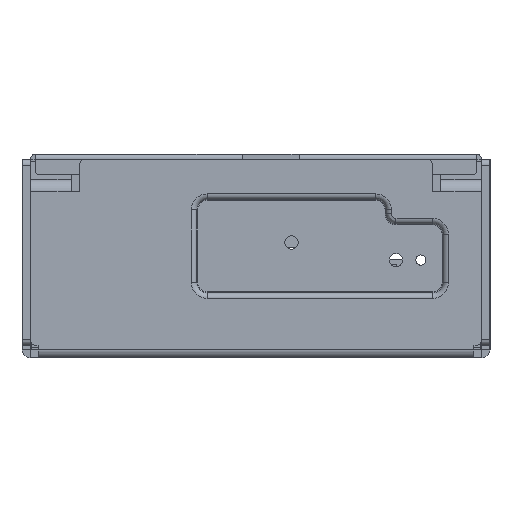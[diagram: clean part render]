
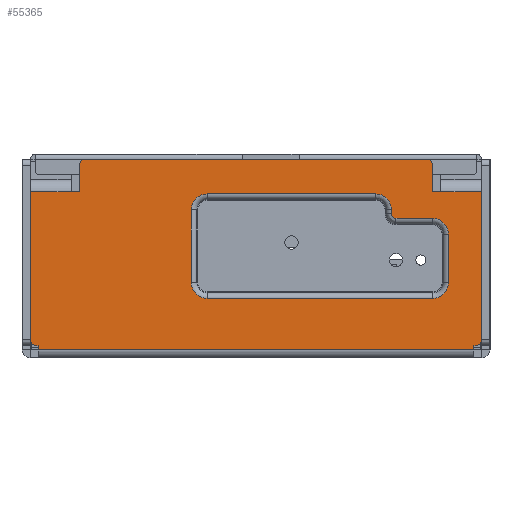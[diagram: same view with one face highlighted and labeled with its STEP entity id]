
A CAD part, left-side view. The second image highlights one B-rep face of the part: STEP entity #55365.
In plain terms, the highlighted planar face has unit normal (-1, 0, 0).
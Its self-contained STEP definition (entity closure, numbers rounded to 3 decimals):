
#48505=DIRECTION('',(0.,0.,1.));
#48506=VECTOR('',#48505,1.);
#48507=CARTESIAN_POINT('',(0.,-44.889,0.));
#48508=LINE('',#48507,#48506);
#49028=DIRECTION('',(0.,-1.,0.));
#49029=VECTOR('',#49028,107.);
#49030=CARTESIAN_POINT('',(0.,62.111,0.));
#49031=LINE('',#49030,#49029);
#49032=CARTESIAN_POINT('',(0.,50.511,45.3));
#49033=DIRECTION('',(1.,0.,0.));
#49034=DIRECTION('',(0.,1.,0.));
#49035=AXIS2_PLACEMENT_3D('',#49032,#49033,#49034);
#49037=CARTESIAN_POINT('',(0.,-33.289,45.3));
#49038=DIRECTION('',(1.,0.,0.));
#49039=DIRECTION('',(0.,0.,1.));
#49040=AXIS2_PLACEMENT_3D('',#49037,#49038,#49039);
#49042=DIRECTION('',(0.,0.,-1.));
#49043=VECTOR('',#49042,6.5);
#49044=CARTESIAN_POINT('',(0.,-34.789,45.3));
#49045=LINE('',#49044,#49043);
#49046=CARTESIAN_POINT('',(0.,-45.289,2.5));
#49047=DIRECTION('',(1.,0.,0.));
#49048=DIRECTION('',(0.,-1.,0.));
#49049=AXIS2_PLACEMENT_3D('',#49046,#49047,#49048);
#49051=DIRECTION('',(0.,0.,1.));
#49052=VECTOR('',#49051,1.);
#49053=CARTESIAN_POINT('',(0.,62.111,0.));
#49054=LINE('',#49053,#49052);
#49055=CARTESIAN_POINT('',(0.,62.511,2.5));
#49056=DIRECTION('',(1.,0.,0.));
#49057=DIRECTION('',(0.,0.,-1.));
#49058=AXIS2_PLACEMENT_3D('',#49055,#49056,#49057);
#49060=CARTESIAN_POINT('',(0.,-20.789,34.344));
#49061=DIRECTION('',(-1.,0.,0.));
#49062=DIRECTION('',(0.,-1.,0.));
#49063=AXIS2_PLACEMENT_3D('',#49060,#49061,#49062);
#49065=CARTESIAN_POINT('',(0.,20.611,34.344));
#49066=DIRECTION('',(-1.,0.,0.));
#49067=DIRECTION('',(0.,0.,1.));
#49068=AXIS2_PLACEMENT_3D('',#49065,#49066,#49067);
#49070=CARTESIAN_POINT('',(0.,20.611,16.5));
#49071=DIRECTION('',(-1.,0.,0.));
#49072=DIRECTION('',(0.,1.,0.));
#49073=AXIS2_PLACEMENT_3D('',#49070,#49071,#49072);
#49075=CARTESIAN_POINT('',(0.,-34.789,16.5));
#49076=DIRECTION('',(-1.,0.,0.));
#49077=DIRECTION('',(0.,0.,-1.));
#49078=AXIS2_PLACEMENT_3D('',#49075,#49076,#49077);
#49080=CARTESIAN_POINT('',(0.,-34.789,28.344));
#49081=DIRECTION('',(-1.,0.,0.));
#49082=DIRECTION('',(0.,-1.,0.));
#49083=AXIS2_PLACEMENT_3D('',#49080,#49081,#49082);
#49085=CARTESIAN_POINT('',(0.,-25.789,
33.344));
#49086=DIRECTION('',(1.,0.,0.));
#49087=DIRECTION('',(0.,0.,-1.));
#49088=AXIS2_PLACEMENT_3D('',#49085,#49086,#49087);
#49098=DIRECTION('',(0.,1.,0.));
#49099=VECTOR('',#49098,83.8);
#49100=CARTESIAN_POINT('',(0.,-33.289,46.8));
#49101=LINE('',#49100,#49099);
#49118=DIRECTION('',(0.,1.,0.));
#49119=VECTOR('',#49118,2.);
#49120=CARTESIAN_POINT('',(0.,-36.789,38.8));
#49121=LINE('',#49120,#49119);
#49136=DIRECTION('',(0.,1.,0.));
#49137=VECTOR('',#49136,10.);
#49138=CARTESIAN_POINT('',(0.,-46.789,38.8));
#49139=LINE('',#49138,#49137);
#49276=DIRECTION('',(0.,0.,1.));
#49277=VECTOR('',#49276,36.3);
#49278=CARTESIAN_POINT('',(0.,-46.789,2.5));
#49279=LINE('',#49278,#49277);
#49292=DIRECTION('',(0.,-1.,0.));
#49293=VECTOR('',#49292,0.4);
#49294=CARTESIAN_POINT('',(0.,-44.889,1.));
#49295=LINE('',#49294,#49293);
#49304=DIRECTION('',(0.,0.,-1.));
#49305=VECTOR('',#49304,6.5);
#49306=CARTESIAN_POINT('',(0.,52.011,45.3));
#49307=LINE('',#49306,#49305);
#49312=DIRECTION('',(0.,1.,0.));
#49313=VECTOR('',#49312,2.);
#49314=CARTESIAN_POINT('',(0.,52.011,38.8));
#49315=LINE('',#49314,#49313);
#49334=DIRECTION('',(0.,1.,0.));
#49335=VECTOR('',#49334,10.);
#49336=CARTESIAN_POINT('',(0.,54.011,38.8));
#49337=LINE('',#49336,#49335);
#49356=DIRECTION('',(0.,0.,-1.));
#49357=VECTOR('',#49356,36.3);
#49358=CARTESIAN_POINT('',(0.,64.011,38.8));
#49359=LINE('',#49358,#49357);
#49368=DIRECTION('',(0.,-1.,0.));
#49369=VECTOR('',#49368,0.4);
#49370=CARTESIAN_POINT('',(0.,62.511,1.));
#49371=LINE('',#49370,#49369);
#49587=DIRECTION('',(0.,0.,-1.));
#49588=VECTOR('',#49587,1.);
#49589=CARTESIAN_POINT('',(0.,-24.689,34.344));
#49590=LINE('',#49589,#49588);
#49624=DIRECTION('',(0.,-1.,0.));
#49625=VECTOR('',#49624,9.);
#49626=CARTESIAN_POINT('',(0.,-25.789,
32.244));
#49627=LINE('',#49626,#49625);
#49661=DIRECTION('',(0.,0.,-1.));
#49662=VECTOR('',#49661,11.844);
#49663=CARTESIAN_POINT('',(0.,-38.689,28.344));
#49664=LINE('',#49663,#49662);
#49675=DIRECTION('',(0.,1.,0.));
#49676=VECTOR('',#49675,55.4);
#49677=CARTESIAN_POINT('',(0.,-34.789,12.6));
#49678=LINE('',#49677,#49676);
#49727=DIRECTION('',(0.,0.,1.));
#49728=VECTOR('',#49727,17.844);
#49729=CARTESIAN_POINT('',(0.,24.511,16.5));
#49730=LINE('',#49729,#49728);
#49764=DIRECTION('',(0.,-1.,0.));
#49765=VECTOR('',#49764,41.4);
#49766=CARTESIAN_POINT('',(0.,20.611,38.244));
#49767=LINE('',#49766,#49765);
#52709=CARTESIAN_POINT('',(0.,62.111,0.));
#52710=VERTEX_POINT('',#52709);
#52713=CARTESIAN_POINT('',(0.,62.111,1.));
#52714=VERTEX_POINT('',#52713);
#52769=CARTESIAN_POINT('',(0.,-44.889,0.));
#52770=VERTEX_POINT('',#52769);
#52771=CARTESIAN_POINT('',(0.,-44.889,1.));
#52772=VERTEX_POINT('',#52771);
#52987=CARTESIAN_POINT('',(0.,52.011,45.3));
#52988=CARTESIAN_POINT('',(0.,50.511,46.8));
#52989=VERTEX_POINT('',#52987);
#52990=VERTEX_POINT('',#52988);
#52991=CARTESIAN_POINT('',(0.,-33.289,46.8));
#52992=VERTEX_POINT('',#52991);
#52993=CARTESIAN_POINT('',(0.,-34.789,45.3));
#52994=VERTEX_POINT('',#52993);
#52995=CARTESIAN_POINT('',(0.,-34.789,38.8));
#52996=VERTEX_POINT('',#52995);
#52997=CARTESIAN_POINT('',(0.,-36.789,38.8));
#52998=VERTEX_POINT('',#52997);
#52999=CARTESIAN_POINT('',(0.,-46.789,38.8));
#53000=VERTEX_POINT('',#52999);
#53001=CARTESIAN_POINT('',(0.,-46.789,2.5));
#53002=VERTEX_POINT('',#53001);
#53003=CARTESIAN_POINT('',(0.,-45.289,1.));
#53004=VERTEX_POINT('',#53003);
#53005=CARTESIAN_POINT('',(0.,62.511,1.));
#53006=VERTEX_POINT('',#53005);
#53007=CARTESIAN_POINT('',(0.,64.011,2.5));
#53008=VERTEX_POINT('',#53007);
#53009=CARTESIAN_POINT('',(0.,64.011,38.8));
#53010=VERTEX_POINT('',#53009);
#53011=CARTESIAN_POINT('',(0.,54.011,38.8));
#53012=VERTEX_POINT('',#53011);
#53013=CARTESIAN_POINT('',(0.,52.011,38.8));
#53014=VERTEX_POINT('',#53013);
#53015=CARTESIAN_POINT('',(0.,-24.689,34.344));
#53016=CARTESIAN_POINT('',(0.,-20.789,38.244));
#53017=VERTEX_POINT('',#53015);
#53018=VERTEX_POINT('',#53016);
#53019=CARTESIAN_POINT('',(0.,20.611,38.244));
#53020=VERTEX_POINT('',#53019);
#53021=CARTESIAN_POINT('',(0.,24.511,34.344));
#53022=VERTEX_POINT('',#53021);
#53023=CARTESIAN_POINT('',(0.,24.511,16.5));
#53024=VERTEX_POINT('',#53023);
#53025=CARTESIAN_POINT('',(0.,20.611,12.6));
#53026=VERTEX_POINT('',#53025);
#53027=CARTESIAN_POINT('',(0.,-34.789,12.6));
#53028=VERTEX_POINT('',#53027);
#53029=CARTESIAN_POINT('',(0.,-38.689,16.5));
#53030=VERTEX_POINT('',#53029);
#53031=CARTESIAN_POINT('',(0.,-38.689,28.344));
#53032=VERTEX_POINT('',#53031);
#53033=CARTESIAN_POINT('',(0.,-34.789,32.244));
#53034=VERTEX_POINT('',#53033);
#53035=CARTESIAN_POINT('',(0.,-25.789,
32.244));
#53036=VERTEX_POINT('',#53035);
#53037=CARTESIAN_POINT('',(0.,-24.689,
33.344));
#53038=VERTEX_POINT('',#53037);
#55299=CARTESIAN_POINT('',(0.,-46.889,-2.));
#55300=DIRECTION('',(-1.,0.,0.));
#55301=DIRECTION('',(0.,-1.,0.));
#55302=AXIS2_PLACEMENT_3D('',#55299,#55300,#55301);
#55303=PLANE('',#55302);
#55305=ORIENTED_EDGE('',*,*,#55304,.T.);
#55307=ORIENTED_EDGE('',*,*,#55306,.F.);
#55309=ORIENTED_EDGE('',*,*,#55308,.T.);
#55311=ORIENTED_EDGE('',*,*,#55310,.T.);
#55313=ORIENTED_EDGE('',*,*,#55312,.F.);
#55315=ORIENTED_EDGE('',*,*,#55314,.F.);
#55317=ORIENTED_EDGE('',*,*,#55316,.F.);
#55319=ORIENTED_EDGE('',*,*,#55318,.T.);
#55321=ORIENTED_EDGE('',*,*,#55320,.F.);
#55322=ORIENTED_EDGE('',*,*,#54680,.F.);
#55323=ORIENTED_EDGE('',*,*,#55293,.F.);
#55324=ORIENTED_EDGE('',*,*,#54598,.T.);
#55326=ORIENTED_EDGE('',*,*,#55325,.F.);
#55328=ORIENTED_EDGE('',*,*,#55327,.T.);
#55330=ORIENTED_EDGE('',*,*,#55329,.F.);
#55332=ORIENTED_EDGE('',*,*,#55331,.F.);
#55334=ORIENTED_EDGE('',*,*,#55333,.F.);
#55336=ORIENTED_EDGE('',*,*,#55335,.F.);
#55337=EDGE_LOOP('',(#55305,#55307,#55309,#55311,#55313,#55315,#55317,#55319,
#55321,#55322,#55323,#55324,#55326,#55328,#55330,#55332,#55334,#55336));
#55338=FACE_OUTER_BOUND('',#55337,.F.);
#55340=ORIENTED_EDGE('',*,*,#55339,.T.);
#55342=ORIENTED_EDGE('',*,*,#55341,.F.);
#55344=ORIENTED_EDGE('',*,*,#55343,.T.);
#55346=ORIENTED_EDGE('',*,*,#55345,.F.);
#55348=ORIENTED_EDGE('',*,*,#55347,.T.);
#55350=ORIENTED_EDGE('',*,*,#55349,.F.);
#55352=ORIENTED_EDGE('',*,*,#55351,.T.);
#55354=ORIENTED_EDGE('',*,*,#55353,.F.);
#55356=ORIENTED_EDGE('',*,*,#55355,.T.);
#55358=ORIENTED_EDGE('',*,*,#55357,.F.);
#55360=ORIENTED_EDGE('',*,*,#55359,.T.);
#55362=ORIENTED_EDGE('',*,*,#55361,.F.);
#55363=EDGE_LOOP('',(#55340,#55342,#55344,#55346,#55348,#55350,#55352,#55354,
#55356,#55358,#55360,#55362));
#55364=FACE_BOUND('',#55363,.F.);
#49036=CIRCLE('',#49035,1.5);
#49041=CIRCLE('',#49040,1.5);
#49050=CIRCLE('',#49049,1.5);
#49059=CIRCLE('',#49058,1.5);
#49064=CIRCLE('',#49063,3.9);
#49069=CIRCLE('',#49068,3.9);
#49074=CIRCLE('',#49073,3.9);
#49079=CIRCLE('',#49078,3.9);
#49084=CIRCLE('',#49083,3.9);
#49089=CIRCLE('',#49088,1.1);
#54598=EDGE_CURVE('',#52710,#52714,#49054,.T.);
#54680=EDGE_CURVE('',#52770,#52772,#48508,.T.);
#55293=EDGE_CURVE('',#52710,#52770,#49031,.T.);
#55304=EDGE_CURVE('',#52989,#52990,#49036,.T.);
#55306=EDGE_CURVE('',#52992,#52990,#49101,.T.);
#55308=EDGE_CURVE('',#52992,#52994,#49041,.T.);
#55310=EDGE_CURVE('',#52994,#52996,#49045,.T.);
#55312=EDGE_CURVE('',#52998,#52996,#49121,.T.);
#55314=EDGE_CURVE('',#53000,#52998,#49139,.T.);
#55316=EDGE_CURVE('',#53002,#53000,#49279,.T.);
#55318=EDGE_CURVE('',#53002,#53004,#49050,.T.);
#55320=EDGE_CURVE('',#52772,#53004,#49295,.T.);
#55325=EDGE_CURVE('',#53006,#52714,#49371,.T.);
#55327=EDGE_CURVE('',#53006,#53008,#49059,.T.);
#55329=EDGE_CURVE('',#53010,#53008,#49359,.T.);
#55331=EDGE_CURVE('',#53012,#53010,#49337,.T.);
#55333=EDGE_CURVE('',#53014,#53012,#49315,.T.);
#55335=EDGE_CURVE('',#52989,#53014,#49307,.T.);
#55339=EDGE_CURVE('',#53017,#53018,#49064,.T.);
#55341=EDGE_CURVE('',#53020,#53018,#49767,.T.);
#55343=EDGE_CURVE('',#53020,#53022,#49069,.T.);
#55345=EDGE_CURVE('',#53024,#53022,#49730,.T.);
#55347=EDGE_CURVE('',#53024,#53026,#49074,.T.);
#55349=EDGE_CURVE('',#53028,#53026,#49678,.T.);
#55351=EDGE_CURVE('',#53028,#53030,#49079,.T.);
#55353=EDGE_CURVE('',#53032,#53030,#49664,.T.);
#55355=EDGE_CURVE('',#53032,#53034,#49084,.T.);
#55357=EDGE_CURVE('',#53036,#53034,#49627,.T.);
#55359=EDGE_CURVE('',#53036,#53038,#49089,.T.);
#55361=EDGE_CURVE('',#53017,#53038,#49590,.T.);
#55365=ADVANCED_FACE('',(#55338,#55364),#55303,.T.);
